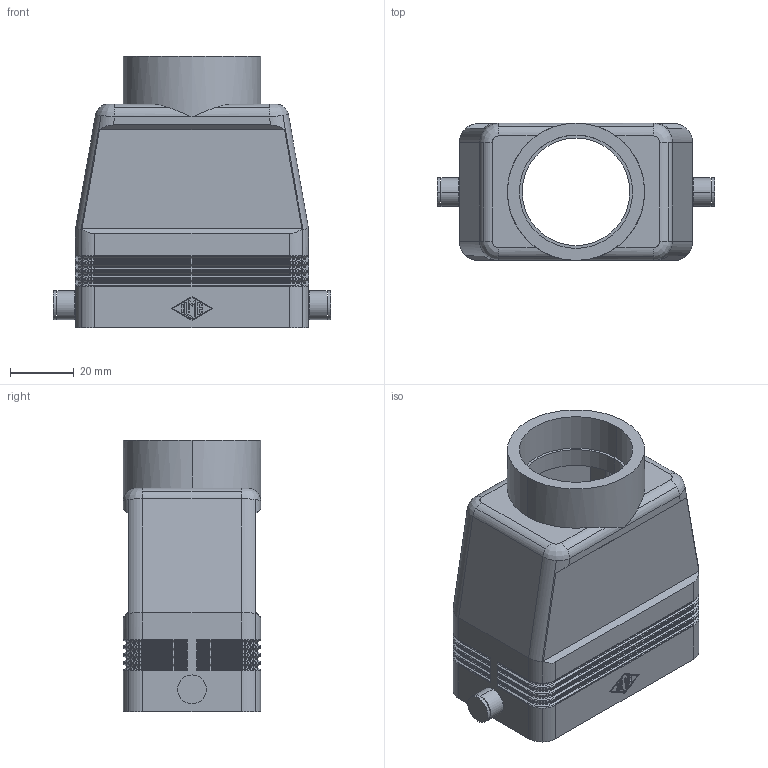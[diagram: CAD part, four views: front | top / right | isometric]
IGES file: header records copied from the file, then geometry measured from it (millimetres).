
Global section: file name: No Iges File Name specified; native system: AutoDesk Inventor R6.1; preprocessor: AutoDesk Inventor Iges Exporter R6.1; author: No Author specified; organization: No Organization specified; date: 20061222.104341; units: millimetre
Bounding box: 87 x 43 x 85 mm (x, y, z)
Volume: 58525.1 mm3; surface area: 40857.9 mm2
Topology: 1 solids, 1 shells, 643 faces, 1569 edges, 944 vertices
Faces by surface type: cylinder 182, bspline 154, revolution 130, plane 129, torus 32, cone 16
